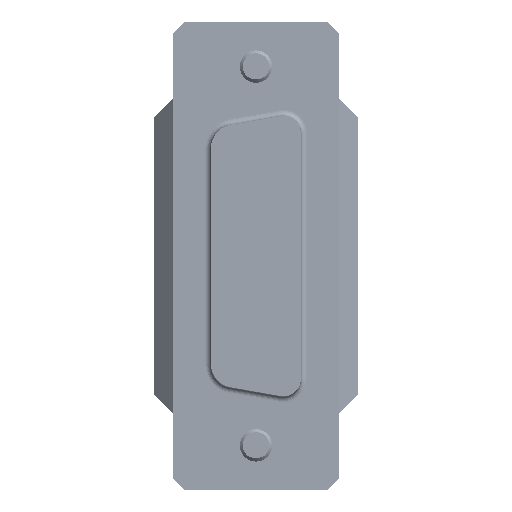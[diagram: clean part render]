
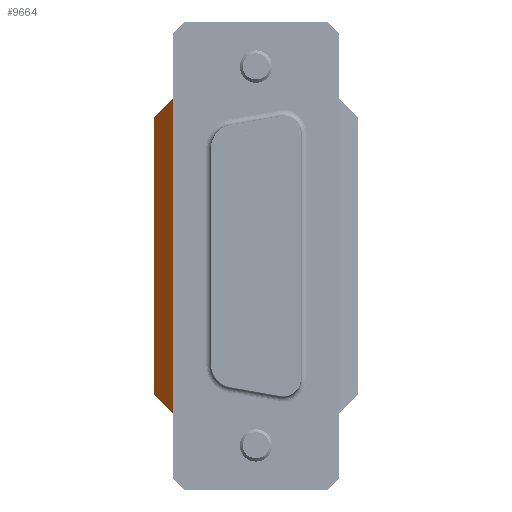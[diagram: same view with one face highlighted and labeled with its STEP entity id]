
A CAD part, front view. The second image highlights one B-rep face of the part: STEP entity #9664.
In plain terms, the highlighted face is planar.
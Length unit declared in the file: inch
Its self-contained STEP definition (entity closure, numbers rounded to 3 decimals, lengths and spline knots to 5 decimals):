
#588 = LINE ( 'NONE', #94820, #95647 ) ;
#2656 = LINE ( 'NONE', #21300, #84777 ) ;
#9664 = ADVANCED_FACE ( 'NONE', ( #78471 ), #19562, .T. ) ;
#11873 = EDGE_CURVE ( 'NONE', #102209, #94428, #67395, .T. ) ;
#14375 = EDGE_CURVE ( 'NONE', #33608, #85409, #588, .T. ) ;
#19562 = PLANE ( 'NONE',  #60718 ) ;
#20808 = LINE ( 'NONE', #87727, #61250 ) ;
#21300 = CARTESIAN_POINT ( 'NONE',  ( -0.545, -0.354, 0.473 ) ) ;
#21796 = VECTOR ( 'NONE', #48108, 39.37008 ) ;
#29028 = ORIENTED_EDGE ( 'NONE', *, *, #11873, .T. ) ;
#31749 = ORIENTED_EDGE ( 'NONE', *, *, #119756, .F. ) ;
#33608 = VERTEX_POINT ( 'NONE', #71504 ) ;
#43366 = ORIENTED_EDGE ( 'NONE', *, *, #14375, .T. ) ;
#48108 = DIRECTION ( 'NONE',  ( 0.577, 0.577, 0.577 ) ) ;
#53856 = CARTESIAN_POINT ( 'NONE',  ( -0.478, -0.354, 0.473 ) ) ;
#54677 = CARTESIAN_POINT ( 'NONE',  ( 0.478, -0.354, 0.473 ) ) ;
#55823 = DIRECTION ( 'NONE',  ( 0.577, -0.577, -0.577 ) ) ;
#59174 = DIRECTION ( 'NONE',  ( -1., 0., 0. ) ) ;
#60718 = AXIS2_PLACEMENT_3D ( 'NONE', #107005, #66760, #69217 ) ;
#61250 = VECTOR ( 'NONE', #106367, 39.37008 ) ;
#63802 = ORIENTED_EDGE ( 'NONE', *, *, #69491, .F. ) ;
#66760 = DIRECTION ( 'NONE',  ( 0., -0.707, 0.707 ) ) ;
#67395 = LINE ( 'NONE', #84079, #21796 ) ;
#69217 = DIRECTION ( 'NONE',  ( 0., -0.707, -0.707 ) ) ;
#69491 = EDGE_CURVE ( 'NONE', #102209, #85409, #2656, .T. ) ;
#71504 = CARTESIAN_POINT ( 'NONE',  ( -0.545, -0.287, 0.54 ) ) ;
#71774 = EDGE_LOOP ( 'NONE', ( #43366, #63802, #29028, #31749 ) ) ;
#78471 = FACE_OUTER_BOUND ( 'NONE', #71774, .T. ) ;
#84079 = CARTESIAN_POINT ( 'NONE',  ( 0.545, -0.287, 0.54 ) ) ;
#84777 = VECTOR ( 'NONE', #59174, 39.37008 ) ;
#85409 = VERTEX_POINT ( 'NONE', #53856 ) ;
#87727 = CARTESIAN_POINT ( 'NONE',  ( 0.545, -0.287, 0.54 ) ) ;
#94428 = VERTEX_POINT ( 'NONE', #95662 ) ;
#94820 = CARTESIAN_POINT ( 'NONE',  ( -0.545, -0.287, 0.54 ) ) ;
#95647 = VECTOR ( 'NONE', #55823, 39.37008 ) ;
#95662 = CARTESIAN_POINT ( 'NONE',  ( 0.545, -0.287, 0.54 ) ) ;
#102209 = VERTEX_POINT ( 'NONE', #54677 ) ;
#106367 = DIRECTION ( 'NONE',  ( 1., 0., 0. ) ) ;
#107005 = CARTESIAN_POINT ( 'NONE',  ( -0.8105, -0.287, 0.54 ) ) ;
#119756 = EDGE_CURVE ( 'NONE', #33608, #94428, #20808, .T. ) ;
